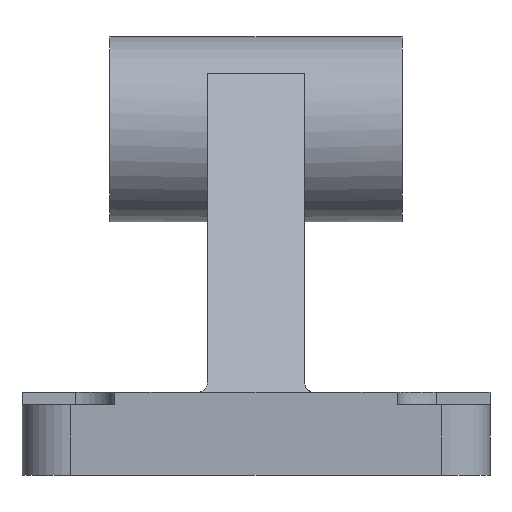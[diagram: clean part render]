
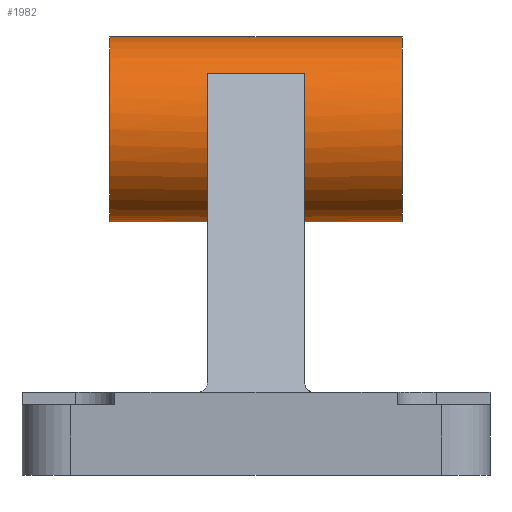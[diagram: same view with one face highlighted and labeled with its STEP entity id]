
A CAD part, front view. The second image highlights one B-rep face of the part: STEP entity #1982.
In plain terms, the highlighted cylindrical face has radius 19 mm (diameter 38 mm), a partial arc.
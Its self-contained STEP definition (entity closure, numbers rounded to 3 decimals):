
#89 = LINE ( 'NONE', #4195, #7364 ) ;
#163 = CARTESIAN_POINT ( 'NONE',  ( 10., 14.884, 82.511 ) ) ;
#280 = VERTEX_POINT ( 'NONE', #3132 ) ;
#707 = VERTEX_POINT ( 'NONE', #3009 ) ;
#851 = AXIS2_PLACEMENT_3D ( 'NONE', #2691, #5841, #4375 ) ;
#1123 = EDGE_CURVE ( 'NONE', #1948, #7799, #9741, .T. ) ;
#1665 = CARTESIAN_POINT ( 'NONE',  ( 30., 30., 52. ) ) ;
#1948 = VERTEX_POINT ( 'NONE', #163 ) ;
#1982 = ADVANCED_FACE ( 'NONE', ( #3631 ), #7622, .T. ) ;
#1987 = DIRECTION ( 'NONE',  ( -1., 0., 0. ) ) ;
#2319 = CARTESIAN_POINT ( 'NONE',  ( 10., 30., 52. ) ) ;
#2398 = VERTEX_POINT ( 'NONE', #9539 ) ;
#2509 = VERTEX_POINT ( 'NONE', #1665 ) ;
#2691 = CARTESIAN_POINT ( 'NONE',  ( 10., 30., 71. ) ) ;
#2773 = CARTESIAN_POINT ( 'NONE',  ( 10., 30., 90. ) ) ;
#2837 = CARTESIAN_POINT ( 'NONE',  ( -10., 14.884, 82.511 ) ) ;
#2845 = VECTOR ( 'NONE', #5808, 1000. ) ;
#3009 = CARTESIAN_POINT ( 'NONE',  ( -30., 30., 52. ) ) ;
#3096 = LINE ( 'NONE', #2319, #10300 ) ;
#3132 = CARTESIAN_POINT ( 'NONE',  ( 10., 30., 52. ) ) ;
#3467 = EDGE_CURVE ( 'NONE', #2398, #7799, #9579, .T. ) ;
#3471 = ORIENTED_EDGE ( 'NONE', *, *, #5253, .T. ) ;
#3537 = AXIS2_PLACEMENT_3D ( 'NONE', #5542, #7910, #8853 ) ;
#3631 = FACE_OUTER_BOUND ( 'NONE', #6074, .T. ) ;
#3767 = DIRECTION ( 'NONE',  ( -1., 0., 0. ) ) ;
#3832 = CIRCLE ( 'NONE', #5677, 19. ) ;
#3962 = DIRECTION ( 'NONE',  ( 0., 0., 1. ) ) ;
#4064 = CARTESIAN_POINT ( 'NONE',  ( -10., 30., 71. ) ) ;
#4189 = CIRCLE ( 'NONE', #8212, 19. ) ;
#4195 = CARTESIAN_POINT ( 'NONE',  ( 10., 30., 52. ) ) ;
#4306 = CARTESIAN_POINT ( 'NONE',  ( 30., 30., 90. ) ) ;
#4375 = DIRECTION ( 'NONE',  ( 0., 0., 1. ) ) ;
#4416 = EDGE_CURVE ( 'NONE', #280, #1948, #3832, .T. ) ;
#4818 = DIRECTION ( 'NONE',  ( 0., 0., 1. ) ) ;
#4848 = DIRECTION ( 'NONE',  ( -1., 0., 0. ) ) ;
#4973 = CARTESIAN_POINT ( 'NONE',  ( 10., 14.884, 82.511 ) ) ;
#5052 = AXIS2_PLACEMENT_3D ( 'NONE', #4064, #4848, #3962 ) ;
#5095 = ORIENTED_EDGE ( 'NONE', *, *, #6197, .F. ) ;
#5253 = EDGE_CURVE ( 'NONE', #8044, #5992, #6762, .T. ) ;
#5542 = CARTESIAN_POINT ( 'NONE',  ( 30., 30., 71. ) ) ;
#5576 = ORIENTED_EDGE ( 'NONE', *, *, #1123, .F. ) ;
#5677 = AXIS2_PLACEMENT_3D ( 'NONE', #8754, #10316, #4818 ) ;
#5808 = DIRECTION ( 'NONE',  ( -1., 0., 0. ) ) ;
#5832 = ORIENTED_EDGE ( 'NONE', *, *, #6385, .F. ) ;
#5841 = DIRECTION ( 'NONE',  ( -1., 0., 0. ) ) ;
#5992 = VERTEX_POINT ( 'NONE', #7453 ) ;
#6074 = EDGE_LOOP ( 'NONE', ( #5095, #8784, #3471, #5832, #7548, #7591, #5576, #7946 ) ) ;
#6197 = EDGE_CURVE ( 'NONE', #2509, #280, #89, .T. ) ;
#6385 = EDGE_CURVE ( 'NONE', #707, #5992, #4189, .T. ) ;
#6724 = CIRCLE ( 'NONE', #3537, 19. ) ;
#6762 = LINE ( 'NONE', #2773, #8360 ) ;
#7070 = CARTESIAN_POINT ( 'NONE',  ( -30., 30., 71. ) ) ;
#7364 = VECTOR ( 'NONE', #8133, 1000. ) ;
#7453 = CARTESIAN_POINT ( 'NONE',  ( -30., 30., 90. ) ) ;
#7548 = ORIENTED_EDGE ( 'NONE', *, *, #9872, .F. ) ;
#7591 = ORIENTED_EDGE ( 'NONE', *, *, #3467, .T. ) ;
#7622 = CYLINDRICAL_SURFACE ( 'NONE', #851, 19. ) ;
#7799 = VERTEX_POINT ( 'NONE', #2837 ) ;
#7910 = DIRECTION ( 'NONE',  ( -1., 0., 0. ) ) ;
#7946 = ORIENTED_EDGE ( 'NONE', *, *, #4416, .F. ) ;
#8044 = VERTEX_POINT ( 'NONE', #4306 ) ;
#8133 = DIRECTION ( 'NONE',  ( -1., 0., 0. ) ) ;
#8212 = AXIS2_PLACEMENT_3D ( 'NONE', #7070, #3767, #10268 ) ;
#8360 = VECTOR ( 'NONE', #1987, 1000. ) ;
#8707 = EDGE_CURVE ( 'NONE', #2509, #8044, #6724, .T. ) ;
#8715 = DIRECTION ( 'NONE',  ( -1., 0., 0. ) ) ;
#8754 = CARTESIAN_POINT ( 'NONE',  ( 10., 30., 71. ) ) ;
#8784 = ORIENTED_EDGE ( 'NONE', *, *, #8707, .T. ) ;
#8853 = DIRECTION ( 'NONE',  ( 0., 0., 1. ) ) ;
#9539 = CARTESIAN_POINT ( 'NONE',  ( -10., 30., 52. ) ) ;
#9579 = CIRCLE ( 'NONE', #5052, 19. ) ;
#9741 = LINE ( 'NONE', #4973, #2845 ) ;
#9872 = EDGE_CURVE ( 'NONE', #2398, #707, #3096, .T. ) ;
#10268 = DIRECTION ( 'NONE',  ( 0., 0., 1. ) ) ;
#10300 = VECTOR ( 'NONE', #8715, 1000. ) ;
#10316 = DIRECTION ( 'NONE',  ( -1., 0., 0. ) ) ;
